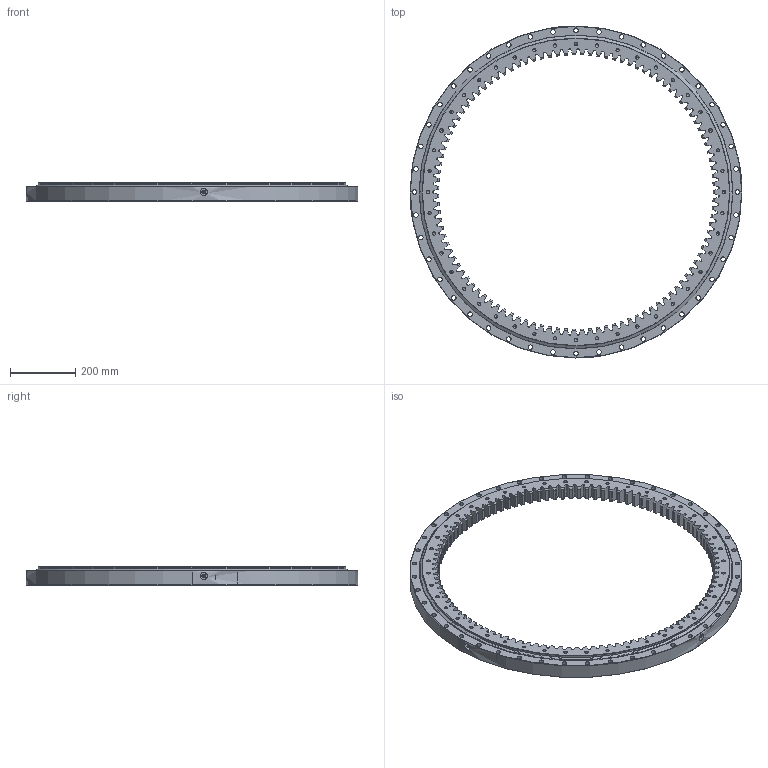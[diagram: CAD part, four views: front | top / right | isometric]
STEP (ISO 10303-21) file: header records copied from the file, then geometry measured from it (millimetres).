
FILE_DESCRIPTION (( 'STEP AP214' ), '1' );
FILE_NAME ('I.1016.20.00.B.STEP', '2018-05-28T09:59:38', ( '' ), ( '' ), 'SwSTEP 2.0', 'SolidWorks 2016', '' );
FILE_SCHEMA (( 'AUTOMOTIVE_DESIGN' ));
Length unit declared in the file: millimetre
Products named in the file (7): B.1016.B20B.A3N.0 - OR Seal; B.1016.B20B.A3N.0 - IR Seal; Ball D20; I.1016.20.00.B; Grease nipple M10x1mm; B.1016.B20B.A3N.0 - OR; B.1016.B20B.A3N.0 - IR
Assembly tree (135 placements, depth 2):
  I.1016.20.00.B
    B.1016.B20B.A3N.0 - IR
    B.1016.B20B.A3N.0 - OR
    Ball D20  x127
    B.1016.B20B.A3N.0 - IR Seal
    B.1016.B20B.A3N.0 - OR Seal
    Grease nipple M10x1mm  x4
Bounding box: 1016 x 1016 x 56 mm (x, y, z)
Volume: 9592010.7 mm3; surface area: 1721045.7 mm2
Topology: 135 solids, 135 shells, 2060 faces, 6001 edges, 3927 vertices
Faces by surface type: plane 593, bspline 428, cone 395, cylinder 345, sphere 254, torus 45
Entity records: 61493 total; most frequent: CARTESIAN_POINT 19308, ORIENTED_EDGE 9620, DIRECTION 6631, EDGE_CURVE 4810, VERTEX_POINT 3168, AXIS2_PLACEMENT_3D 2387, B_SPLINE_CURVE_WITH_KNOTS 1982, EDGE_LOOP 1864
